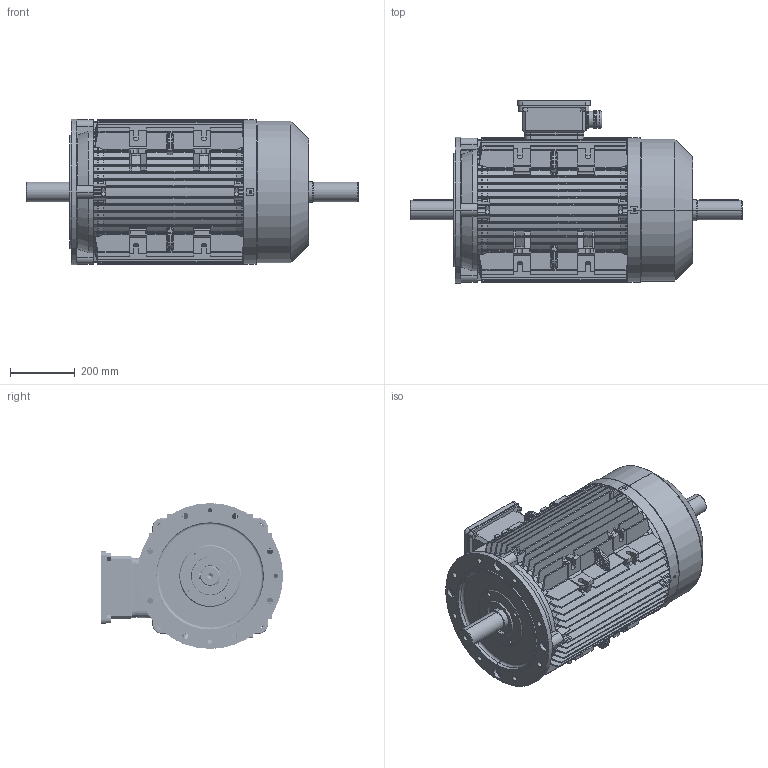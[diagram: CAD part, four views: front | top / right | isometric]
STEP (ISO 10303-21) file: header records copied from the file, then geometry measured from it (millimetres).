
FILE_DESCRIPTION (( 'STEP AP214' ), '1' );
FILE_NAME ('FCA225 M-B5-IC411-4-6-8 POLES-DOUBLE SHAFT.STEP', '2024-10-11T14:51:18', ( '' ), ( '' ), 'SwSTEP 2.0', 'SolidWorks 2024', '' );
FILE_SCHEMA (( 'AUTOMOTIVE_DESIGN' ));
Length unit declared in the file: millimetre
Products named in the file (16): Radial Ball Bearing_68_SKF_SKF - 6313 - 10,DE,AC,10_68; 18x11x120; Tappo M50; FCA225 M-B5-IC411-4-6-8 POLES-DOUBLE SHAFT; Coperchietto interno d.140; Copriventola C250T; Scatola morsetti 225T-250T; Flangia FC225M - diam.450; PRESSACAVO M50; Coperchio scatola morsetti 225T-250T; Guarnizione scatola-coperchio 225T-250T; Scudo serie 225M con fori encoder; Carcassa 250T; Coprimorsettiera  225T-250T; Albero 225M serie ventilato; Guarnizione scatola-motore 225-250T
Assembly tree (18 placements, depth 3):
  FCA225 M-B5-IC411-4-6-8 POLES-DOUBLE SHAFT
    Albero 225M serie ventilato  x2
    Radial Ball Bearing_68_SKF_SKF - 6313 - 10,DE,AC,10_68  x2
    Coperchietto interno d.140
    Scudo serie 225M con fori encoder
    18x11x120  x2
    Copriventola C250T
    Carcassa 250T
    Coprimorsettiera  225T-250T
      Scatola morsetti 225T-250T
      Guarnizione scatola-coperchio 225T-250T
      Guarnizione scatola-motore 225-250T
      Coperchio scatola morsetti 225T-250T
      Tappo M50
      PRESSACAVO M50
    Flangia FC225M - diam.450
Bounding box: 1025 x 562 x 450 mm (x, y, z)
Volume: 24213957.3 mm3; surface area: 5596344.7 mm2
Topology: 20 solids, 21 shells, 5752 faces, 16376 edges, 10638 vertices
Faces by surface type: plane 3256, cylinder 1181, torus 495, cone 429, bspline 231, sphere 160
Entity records: 202684 total; most frequent: CARTESIAN_POINT 60144, ORIENTED_EDGE 31224, DIRECTION 27011, EDGE_CURVE 15612, VERTEX_POINT 10168, LINE 9929, VECTOR 9929, AXIS2_PLACEMENT_3D 8541
